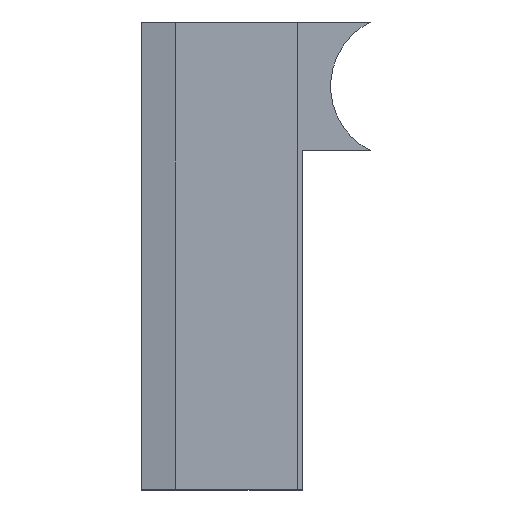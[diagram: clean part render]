
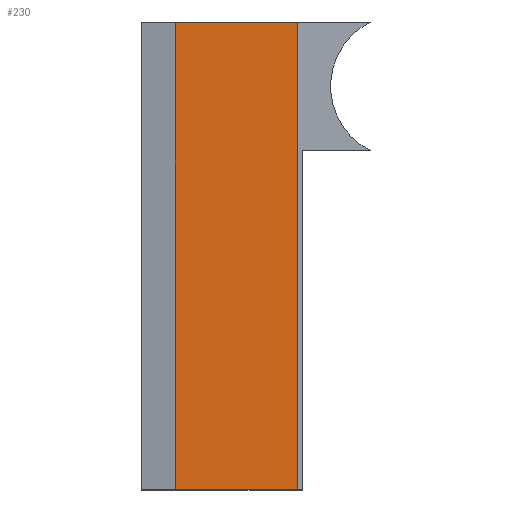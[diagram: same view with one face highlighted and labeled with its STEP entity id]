
A CAD part, top view. The second image highlights one B-rep face of the part: STEP entity #230.
In plain terms, the highlighted planar face has unit normal (0, 0, 1).
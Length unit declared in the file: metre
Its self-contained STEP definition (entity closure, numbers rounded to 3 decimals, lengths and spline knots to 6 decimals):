
#16=B_SPLINE_CURVE_WITH_KNOTS('',3,(#391,#392,#393,#394),.UNSPECIFIED.,
 .F.,.F.,(4,4),(0.,1.),.UNSPECIFIED.);
#74=ORIENTED_EDGE('',*,*,#106,.T.);
#75=ORIENTED_EDGE('',*,*,#111,.F.);
#76=ORIENTED_EDGE('',*,*,#112,.F.);
#77=ORIENTED_EDGE('',*,*,#108,.T.);
#106=EDGE_CURVE('',#130,#129,#154,.T.);
#108=EDGE_CURVE('',#131,#130,#155,.T.);
#111=EDGE_CURVE('',#132,#129,#156,.T.);
#112=EDGE_CURVE('',#131,#132,#16,.F.);
#129=VERTEX_POINT('',#369);
#130=VERTEX_POINT('',#371);
#131=VERTEX_POINT('',#378);
#132=VERTEX_POINT('',#388);
#154=LINE('',#370,#178);
#155=LINE('',#377,#179);
#156=LINE('',#389,#180);
#178=VECTOR('',#305,1.);
#179=VECTOR('',#308,1.);
#180=VECTOR('',#311,1.);
#192=EDGE_LOOP('',(#74,#75,#76,#77));
#205=FACE_BOUND('',#192,.T.);
#217=PLANE('',#258);
#230=ADVANCED_FACE('',(#205),#217,.F.);
#258=AXIS2_PLACEMENT_3D('',#390,#312,#313);
#305=DIRECTION('',(0.,-1.,0.));
#308=DIRECTION('',(-1.,0.,0.));
#311=DIRECTION('',(-1.,0.,0.));
#312=DIRECTION('',(0.,0.,-1.));
#313=DIRECTION('',(-1.,0.,0.));
#369=CARTESIAN_POINT('',(0.012077,-0.044712,-0.008667));
#370=CARTESIAN_POINT('',(0.012077,0.009688,-0.008667));
#371=CARTESIAN_POINT('',(0.012077,0.009688,-0.008667));
#377=CARTESIAN_POINT('',(0.026277,0.009688,-0.008667));
#378=CARTESIAN_POINT('',(0.026277,0.009688,-0.008667));
#388=CARTESIAN_POINT('',(0.026277,-0.044712,-0.008667));
#389=CARTESIAN_POINT('',(0.026277,-0.044712,-0.008667));
#390=CARTESIAN_POINT('',(0.026277,-0.017512,-0.008667));
#391=CARTESIAN_POINT('',(0.026277,-0.044712,-0.008667));
#392=CARTESIAN_POINT('',(0.026277,-0.026579,-0.008667));
#393=CARTESIAN_POINT('',(0.026277,-0.008446,-0.008667));
#394=CARTESIAN_POINT('',(0.026277,0.009688,-0.008667));
